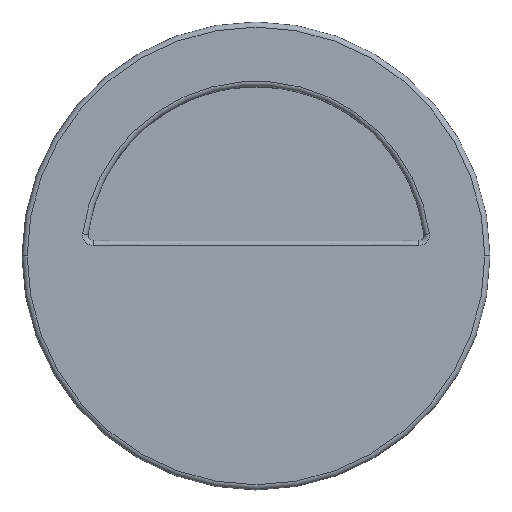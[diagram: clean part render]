
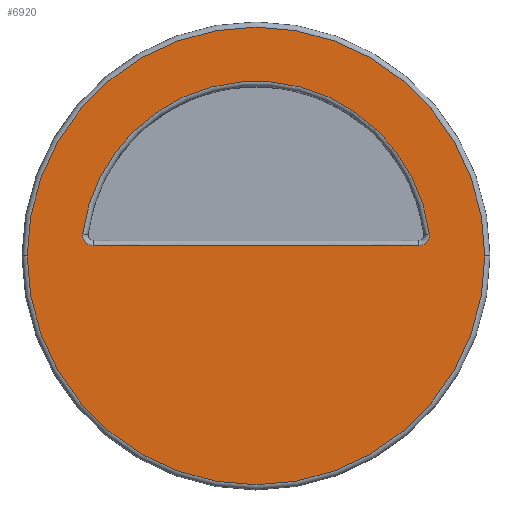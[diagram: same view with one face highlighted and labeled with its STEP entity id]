
A CAD part, top view. The second image highlights one B-rep face of the part: STEP entity #6920.
In plain terms, the highlighted planar face has unit normal (0, 0, 1).
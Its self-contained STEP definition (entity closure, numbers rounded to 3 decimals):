
#6350=CARTESIAN_POINT('',(0.,0.,1.));
#6360=DIRECTION('',(0.,0.,1.));
#6370=DIRECTION('',(1.,0.,0.));
#6380=AXIS2_PLACEMENT_3D('',#6350,#6360,#6370);
#6390=PLANE('',#6380);
#6400=CARTESIAN_POINT('',(13.654,49.,1.));
#6410=DIRECTION('',(0.,0.,1.));
#6420=DIRECTION('',(1.,0.,0.));
#6430=AXIS2_PLACEMENT_3D('',#6400,#6410,#6420);
#6440=CIRCLE('',#6430,2.);
#6450=CARTESIAN_POINT('',(11.67,49.253,1.));
#6460=VERTEX_POINT('',#6450);
#6470=CARTESIAN_POINT('',(13.654,47.,1.));
#6480=VERTEX_POINT('',#6470);
#6490=EDGE_CURVE('',#6460,#6480,#6440,.T.);
#6500=ORIENTED_EDGE('',*,*,#6490,.F.);
#6510=CARTESIAN_POINT('',(0.,47.,1.));
#6520=DIRECTION('',(-1.,0.,0.));
#6530=VECTOR('',#6520,1.);
#6540=LINE('',#6510,#6530);
#6550=CARTESIAN_POINT('',(76.346,47.,1.));
#6560=VERTEX_POINT('',#6550);
#6570=EDGE_CURVE('',#6560,#6480,#6540,.T.);
#6580=ORIENTED_EDGE('',*,*,#6570,.T.);
#6590=CARTESIAN_POINT('',(76.346,49.,1.));
#6600=DIRECTION('',(0.,0.,1.));
#6610=DIRECTION('',(1.,0.,0.));
#6620=AXIS2_PLACEMENT_3D('',#6590,#6600,#6610);
#6630=CIRCLE('',#6620,2.);
#6640=CARTESIAN_POINT('',(78.33,49.253,1.));
#6650=VERTEX_POINT('',#6640);
#6660=EDGE_CURVE('',#6560,#6650,#6630,.T.);
#6670=ORIENTED_EDGE('',*,*,#6660,.F.);
#6680=CARTESIAN_POINT('',(45.,45.,1.));
#6690=DIRECTION('',(0.,0.,1.));
#6700=DIRECTION('',(1.,0.,0.));
#6710=AXIS2_PLACEMENT_3D('',#6680,#6690,#6700);
#6720=CIRCLE('',#6710,33.6);
#6730=EDGE_CURVE('',#6650,#6460,#6720,.T.);
#6740=ORIENTED_EDGE('',*,*,#6730,.F.);
#6750=EDGE_LOOP('',(#6740,#6670,#6580,#6500));
#6760=FACE_BOUND('',#6750,.T.);
#6770=CARTESIAN_POINT('',(45.,45.,1.));
#6780=DIRECTION('',(0.,0.,1.));
#6790=DIRECTION('',(1.,0.,0.));
#6800=AXIS2_PLACEMENT_3D('',#6770,#6780,#6790);
#6810=CIRCLE('',#6800,44.);
#6820=CARTESIAN_POINT('',(89.,45.,1.));
#6830=VERTEX_POINT('',#6820);
#6840=CARTESIAN_POINT('',(1.,45.,1.));
#6850=VERTEX_POINT('',#6840);
#6860=EDGE_CURVE('',#6830,#6850,#6810,.T.);
#6870=ORIENTED_EDGE('',*,*,#6860,.T.);
#6880=EDGE_CURVE('',#6850,#6830,#6810,.T.);
#6890=ORIENTED_EDGE('',*,*,#6880,.T.);
#6900=EDGE_LOOP('',(#6890,#6870));
#6910=FACE_OUTER_BOUND('',#6900,.T.);
#6920=ADVANCED_FACE('',(#6760,#6910),#6390,.T.);
